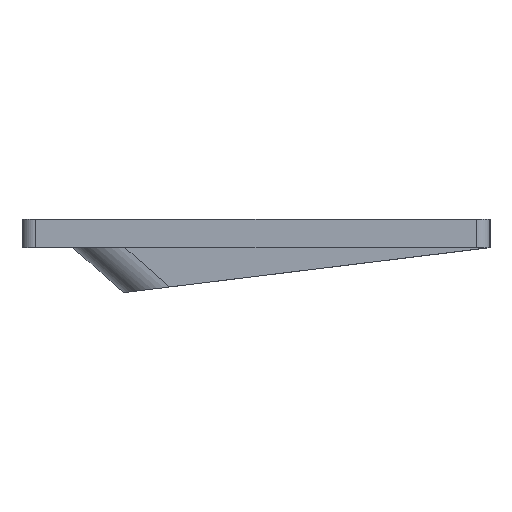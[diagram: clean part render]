
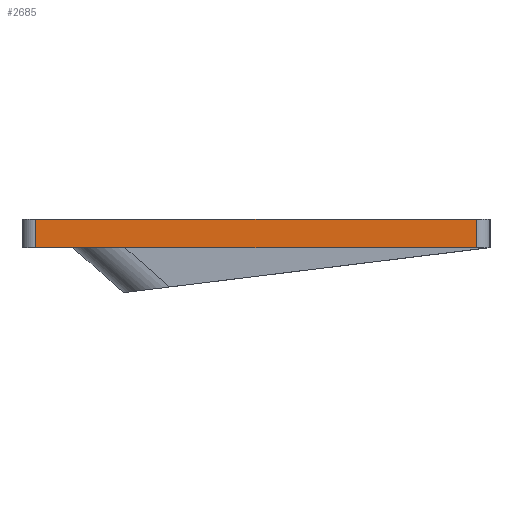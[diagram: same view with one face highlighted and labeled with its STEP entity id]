
A CAD part, left-side view. The second image highlights one B-rep face of the part: STEP entity #2685.
In plain terms, the highlighted planar face has unit normal (-1, 0, 0).
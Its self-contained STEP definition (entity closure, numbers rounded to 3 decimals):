
#54=PLANE('',#2889);
#206=FACE_OUTER_BOUND('',#373,.T.);
#373=EDGE_LOOP('',(#1935,#1936,#1937,#1938));
#566=LINE('',#4103,#839);
#567=LINE('',#4106,#840);
#568=LINE('',#4108,#841);
#569=LINE('',#4109,#842);
#839=VECTOR('',#3264,10.);
#840=VECTOR('',#3267,10.);
#841=VECTOR('',#3268,10.);
#842=VECTOR('',#3269,10.);
#1231=VERTEX_POINT('',#4096);
#1234=VERTEX_POINT('',#4101);
#1235=VERTEX_POINT('',#4105);
#1236=VERTEX_POINT('',#4107);
#1501=EDGE_CURVE('',#1234,#1231,#566,.T.);
#1502=EDGE_CURVE('',#1234,#1235,#567,.T.);
#1503=EDGE_CURVE('',#1236,#1235,#568,.T.);
#1504=EDGE_CURVE('',#1231,#1236,#569,.T.);
#1935=ORIENTED_EDGE('',*,*,#1501,.F.);
#1936=ORIENTED_EDGE('',*,*,#1502,.T.);
#1937=ORIENTED_EDGE('',*,*,#1503,.F.);
#1938=ORIENTED_EDGE('',*,*,#1504,.F.);
#2685=ADVANCED_FACE('',(#206),#54,.T.);
#2889=AXIS2_PLACEMENT_3D('',#4104,#3265,#3266);
#3264=DIRECTION('',(0.,0.,-1.));
#3265=DIRECTION('center_axis',(-1.,0.,0.));
#3266=DIRECTION('ref_axis',(0.,1.,0.));
#3267=DIRECTION('',(0.,1.,0.));
#3268=DIRECTION('',(0.,0.,1.));
#3269=DIRECTION('',(0.,1.,0.));
#4096=CARTESIAN_POINT('',(25.369,-155.22,-5.065));
#4101=CARTESIAN_POINT('',(25.369,-155.22,3.1));
#4103=CARTESIAN_POINT('',(25.369,-155.22,3.2));
#4104=CARTESIAN_POINT('Origin',(25.369,-159.4,3.2));
#4105=CARTESIAN_POINT('',(25.369,-27.837,3.1));
#4106=CARTESIAN_POINT('',(25.369,-125.509,3.1));
#4107=CARTESIAN_POINT('',(25.369,-27.837,-5.065));
#4108=CARTESIAN_POINT('',(25.369,-27.837,3.2));
#4109=CARTESIAN_POINT('',(25.369,-157.25,-5.065));
